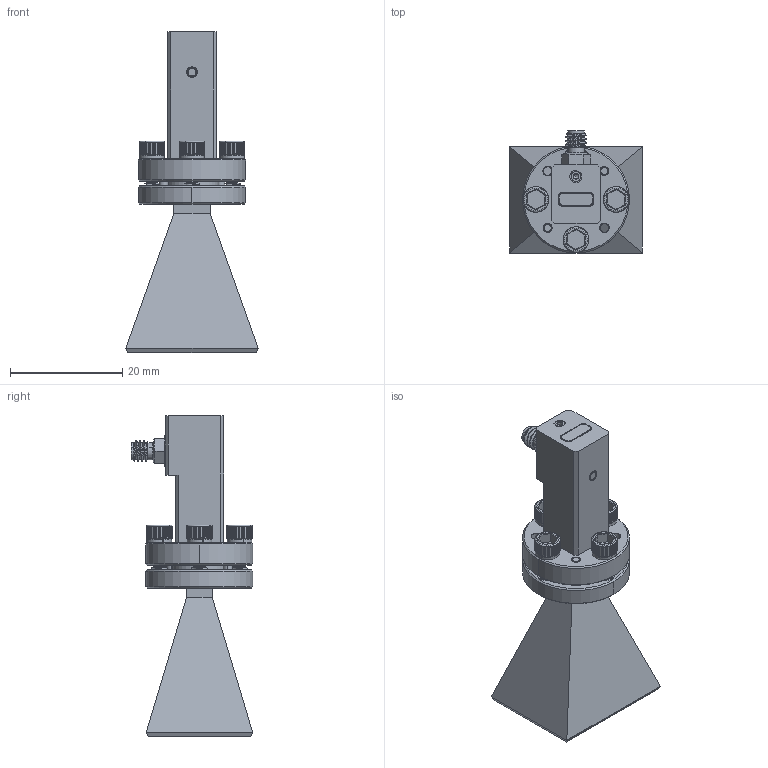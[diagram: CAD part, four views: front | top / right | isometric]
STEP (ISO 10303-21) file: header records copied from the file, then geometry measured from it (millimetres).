
FILE_DESCRIPTION (( 'STEP AP214' ), '1' );
FILE_NAME ('AR-VC1-R (Female) Rev 1.0.STEP', '2026-02-19T01:17:31', ( '' ), ( '' ), 'SwSTEP 2.0', 'SolidWorks 2021', '' );
FILE_SCHEMA (( 'AUTOMOTIVE_DESIGN' ));
Length unit declared in the file: inch
Products named in the file (1): AR-VC1-R (Female) Rev 1.0
Bounding box: 23.62 x 21.69 x 57.18 mm (x, y, z)
Volume: 9135.8 mm3; surface area: 6578.3 mm2
Topology: 17 solids, 17 shells, 1033 faces, 2758 edges, 1787 vertices
Faces by surface type: plane 544, cylinder 340, cone 120, bspline 21, torus 8
Entity records: 39304 total; most frequent: CARTESIAN_POINT 14850, ORIENTED_EDGE 5508, DIRECTION 4454, EDGE_CURVE 2754, VERTEX_POINT 1787, AXIS2_PLACEMENT_3D 1684, EDGE_LOOP 1107, VECTOR 1086
